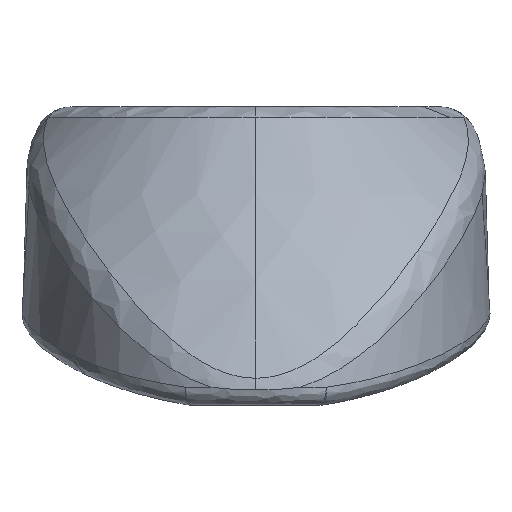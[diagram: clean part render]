
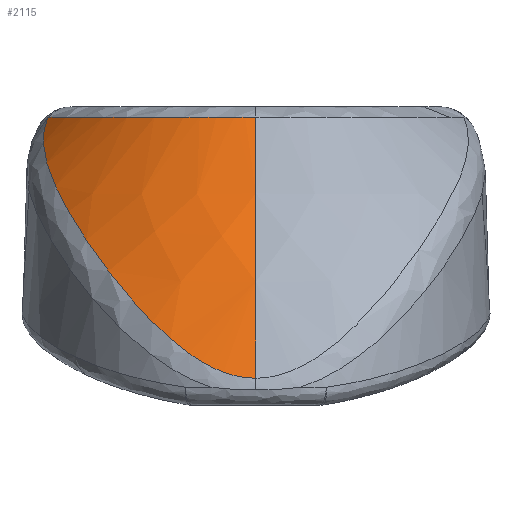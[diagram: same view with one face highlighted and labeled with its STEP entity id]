
A CAD part, top view. The second image highlights one B-rep face of the part: STEP entity #2115.
In plain terms, the highlighted free-form (B-spline) face has degree [3, 3] with [4, 7] control points.
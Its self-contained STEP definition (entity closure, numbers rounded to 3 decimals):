
#1752 = VERTEX_POINT('',#1753);
#1753 = CARTESIAN_POINT('',(-10.392,14.427,
    1.717));
#1807 = VERTEX_POINT('',#1808);
#1808 = CARTESIAN_POINT('',(0.,1.356,
    21.791));
#1878 = EDGE_CURVE('',#1807,#1752,#1879,.T.);
#1879 = B_SPLINE_CURVE_WITH_KNOTS('',3,(#1880,#1881,#1882,#1883,#1884,
    #1885,#1886,#1887,#1888),.UNSPECIFIED.,.F.,.F.,(4,1,1,1,1,1,4),(
    0.,0.225,0.449,0.898,
    1.347,2.245,2.951),.UNSPECIFIED.);
#1880 = CARTESIAN_POINT('',(0.,1.356,21.791));
#1881 = CARTESIAN_POINT('',(-0.745,1.356,
    21.791));
#1882 = CARTESIAN_POINT('',(-2.193,1.778,
    21.511));
#1883 = CARTESIAN_POINT('',(-4.419,3.333,
    20.371));
#1884 = CARTESIAN_POINT('',(-6.515,5.562,
    18.387));
#1885 = CARTESIAN_POINT('',(-9.05,8.966,
    14.414));
#1886 = CARTESIAN_POINT('',(-10.709,12.117,
    8.704));
#1887 = CARTESIAN_POINT('',(-10.686,13.784,
    3.836));
#1888 = CARTESIAN_POINT('',(-10.392,14.427,
    1.717));
#1946 = VERTEX_POINT('',#1947);
#1947 = CARTESIAN_POINT('',(0.,14.427,
    12.078));
#1953 = EDGE_CURVE('',#1752,#1946,#1954,.T.);
#1954 = B_SPLINE_CURVE_WITH_KNOTS('',3,(#1955,#1956,#1957,#1958,#1959,
    #1960,#1961),.UNSPECIFIED.,.F.,.F.,(4,1,1,1,4),(0.487,
    1.075,1.57,1.817,2.064),
  .UNSPECIFIED.);
#1955 = CARTESIAN_POINT('',(-10.393,14.427,
    1.717));
#1956 = CARTESIAN_POINT('',(-9.971,14.427,
    3.536));
#1957 = CARTESIAN_POINT('',(-8.701,14.427,
    6.793));
#1958 = CARTESIAN_POINT('',(-5.741,14.427,
    10.175));
#1959 = CARTESIAN_POINT('',(-2.65,14.427,
    11.778));
#1960 = CARTESIAN_POINT('',(-0.885,14.427,
    12.078));
#1961 = CARTESIAN_POINT('',(0.,14.427,
    12.078));
#2115 = ADVANCED_FACE('',(#2116),#2126,.F.);
#2116 = FACE_BOUND('',#2117,.F.);
#2117 = EDGE_LOOP('',(#2118,#2124,#2125));
#2118 = ORIENTED_EDGE('',*,*,#2119,.T.);
#2119 = EDGE_CURVE('',#1946,#1807,#2120,.T.);
#2120 = ( BOUNDED_CURVE() B_SPLINE_CURVE(2,(#2121,#2122,#2123),
.UNSPECIFIED.,.F.,.F.) B_SPLINE_CURVE_WITH_KNOTS((3,3),(
0.024,0.491),.PIECEWISE_BEZIER_KNOTS.) CURVE() 
GEOMETRIC_REPRESENTATION_ITEM() RATIONAL_B_SPLINE_CURVE((1.,
0.973,1.)) REPRESENTATION_ITEM('') );
#2121 = CARTESIAN_POINT('',(0.,14.427,12.078));
#2122 = CARTESIAN_POINT('',(0.,9.046,18.489));
#2123 = CARTESIAN_POINT('',(0.,1.356,21.791));
#2124 = ORIENTED_EDGE('',*,*,#1878,.T.);
#2125 = ORIENTED_EDGE('',*,*,#1953,.T.);
#2126 = B_SPLINE_SURFACE_WITH_KNOTS('',3,3,(
    (#2127,#2128,#2129,#2130,#2131,#2132,#2133)
    ,(#2134,#2135,#2136,#2137,#2138,#2139,#2140)
    ,(#2141,#2142,#2143,#2144,#2145,#2146,#2147)
    ,(#2148,#2149,#2150,#2151,#2152,#2153,#2154
  )),.UNSPECIFIED.,.F.,.F.,.F.,(4,4),(4,1,1,1,4),(-0.491,
    -0.024),(-1.256,-0.718,
    -0.359,-0.179,0.),.UNSPECIFIED.);
#2127 = CARTESIAN_POINT('',(-19.848,1.356,
    3.931));
#2128 = CARTESIAN_POINT('',(-18.958,1.356,7.732
    ));
#2129 = CARTESIAN_POINT('',(-16.219,1.356,
    13.818));
#2130 = CARTESIAN_POINT('',(-9.86,1.356,
    19.306));
#2131 = CARTESIAN_POINT('',(-4.423,1.356,
    21.418));
#2132 = CARTESIAN_POINT('',(-1.476,1.356,
    21.791));
#2133 = CARTESIAN_POINT('',(0.,1.356,
    21.791));
#2134 = CARTESIAN_POINT('',(-17.744,6.389,
    3.438));
#2135 = CARTESIAN_POINT('',(-16.921,6.389,
    6.956));
#2136 = CARTESIAN_POINT('',(-14.387,6.389,
    12.541));
#2137 = CARTESIAN_POINT('',(-8.683,6.389,
    17.441));
#2138 = CARTESIAN_POINT('',(-3.885,6.389,
    19.303));
#2139 = CARTESIAN_POINT('',(-1.296,6.389,
    19.63));
#2140 = CARTESIAN_POINT('',(0.,6.389,
    19.63));
#2141 = CARTESIAN_POINT('',(-14.477,10.905,
    2.673));
#2142 = CARTESIAN_POINT('',(-13.757,10.905,
    5.749));
#2143 = CARTESIAN_POINT('',(-11.542,10.905,
    10.559));
#2144 = CARTESIAN_POINT('',(-6.856,10.905,
    14.545));
#2145 = CARTESIAN_POINT('',(-3.048,10.905,
    16.018));
#2146 = CARTESIAN_POINT('',(-1.017,10.905,
    16.274));
#2147 = CARTESIAN_POINT('',(0.,10.905,
    16.274));
#2148 = CARTESIAN_POINT('',(-10.392,14.427,
    1.717));
#2149 = CARTESIAN_POINT('',(-9.801,14.427,4.239)
  );
#2150 = CARTESIAN_POINT('',(-7.984,14.427,8.081
    ));
#2151 = CARTESIAN_POINT('',(-4.57,14.427,
    10.924));
#2152 = CARTESIAN_POINT('',(-2.003,14.427,
    11.911));
#2153 = CARTESIAN_POINT('',(-0.668,14.427,
    12.078));
#2154 = CARTESIAN_POINT('',(0.,14.427,
    12.078));
